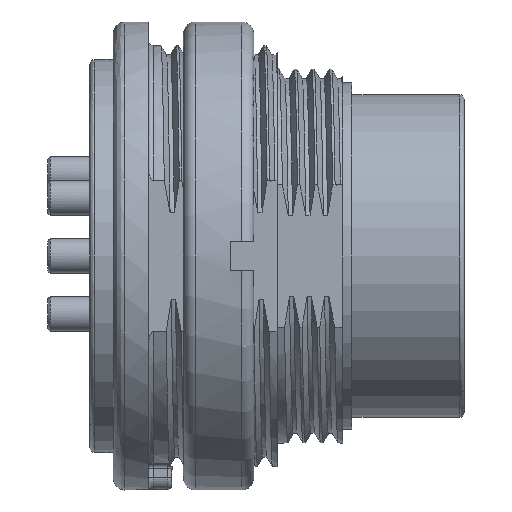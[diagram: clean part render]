
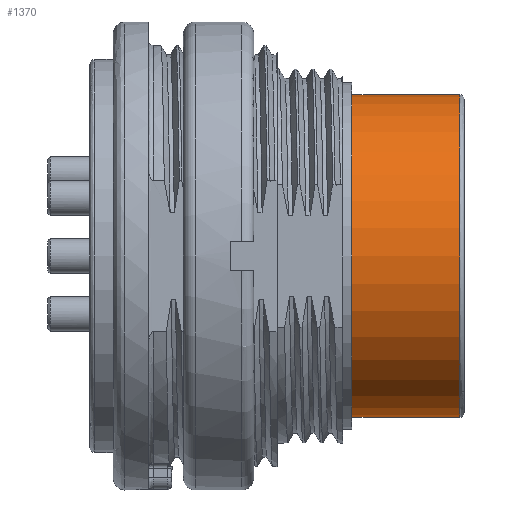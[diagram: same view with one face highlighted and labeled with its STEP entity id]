
A CAD part, front view. The second image highlights one B-rep face of the part: STEP entity #1370.
In plain terms, the highlighted cylindrical face has radius 6.9 mm (diameter 13.8 mm), a full revolution.
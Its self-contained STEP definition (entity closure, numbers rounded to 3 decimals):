
#754=FACE_BOUND('',#2178,.T.);
#755=FACE_BOUND('',#2179,.T.);
#1370=ADVANCED_FACE('',(#754,#755),#1742,.T.);
#1742=CYLINDRICAL_SURFACE('',#7343,6.9);
#2178=EDGE_LOOP('',(#4059));
#2179=EDGE_LOOP('',(#4060));
#3394=CIRCLE('',#7340,6.9);
#3395=CIRCLE('',#7342,6.9);
#4059=ORIENTED_EDGE('',*,*,#6388,.F.);
#4060=ORIENTED_EDGE('',*,*,#6389,.F.);
#5653=VERTEX_POINT('',#13930);
#5654=VERTEX_POINT('',#13933);
#6388=EDGE_CURVE('',#5653,#5653,#3394,.T.);
#6389=EDGE_CURVE('',#5654,#5654,#3395,.T.);
#7340=AXIS2_PLACEMENT_3D('',#13929,#8096,#8097);
#7342=AXIS2_PLACEMENT_3D('',#13932,#8100,#8101);
#7343=AXIS2_PLACEMENT_3D('',#13934,#8102,#8103);
#8096=DIRECTION('',(-1.,0.,0.));
#8097=DIRECTION('',(0.,1.,0.));
#8100=DIRECTION('',(1.,0.,0.));
#8101=DIRECTION('',(0.,1.,0.));
#8102=DIRECTION('',(-1.,0.,0.));
#8103=DIRECTION('',(0.,1.,0.));
#13929=CARTESIAN_POINT('',(3.6,0.,0.));
#13930=CARTESIAN_POINT('',(3.6,6.9,0.));
#13932=CARTESIAN_POINT('',(8.2,0.,0.));
#13933=CARTESIAN_POINT('',(8.2,6.9,0.));
#13934=CARTESIAN_POINT('',(8.2,0.,0.));
